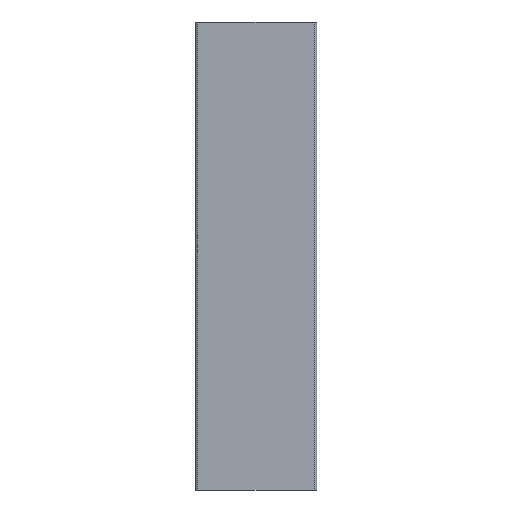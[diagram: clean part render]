
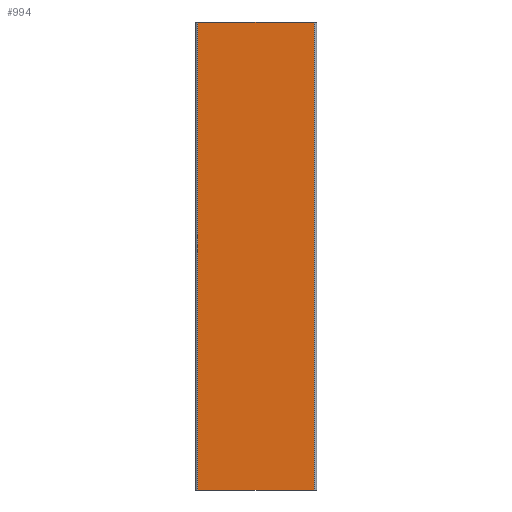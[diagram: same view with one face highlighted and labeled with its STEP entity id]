
A CAD part, left-side view. The second image highlights one B-rep face of the part: STEP entity #994.
In plain terms, the highlighted planar face has unit normal (-1, 0, 0).
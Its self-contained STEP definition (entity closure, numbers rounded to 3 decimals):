
#87 = CARTESIAN_POINT ( 'NONE',  ( 0., 62., 0. ) ) ;
#102 = DIRECTION ( 'NONE',  ( 0., 0., -1. ) ) ;
#109 = DIRECTION ( 'NONE',  ( 1., 0., 0. ) ) ;
#113 = CARTESIAN_POINT ( 'NONE',  ( 0., -62., 500. ) ) ;
#173 = EDGE_CURVE ( 'NONE', #429, #1038, #2278, .T. ) ;
#191 = CARTESIAN_POINT ( 'NONE',  ( 0., 62., 500. ) ) ;
#326 = AXIS2_PLACEMENT_3D ( 'NONE', #113, #109, #102 ) ;
#374 = VERTEX_POINT ( 'NONE', #87 ) ;
#403 = LINE ( 'NONE', #1079, #444 ) ;
#419 = ORIENTED_EDGE ( 'NONE', *, *, #173, .F. ) ;
#429 = VERTEX_POINT ( 'NONE', #191 ) ;
#444 = VECTOR ( 'NONE', #1073, 1000. ) ;
#462 = EDGE_LOOP ( 'NONE', ( #1432, #816, #419, #744 ) ) ;
#496 = LINE ( 'NONE', #1302, #542 ) ;
#542 = VECTOR ( 'NONE', #1425, 1000. ) ;
#744 = ORIENTED_EDGE ( 'NONE', *, *, #1067, .T. ) ;
#816 = ORIENTED_EDGE ( 'NONE', *, *, #1469, .F. ) ;
#951 = CARTESIAN_POINT ( 'NONE',  ( 0., -62., 0. ) ) ;
#977 = PLANE ( 'NONE',  #326 ) ;
#994 = ADVANCED_FACE ( 'NONE', ( #1277 ), #977, .F. ) ;
#1038 = VERTEX_POINT ( 'NONE', #2026 ) ;
#1067 = EDGE_CURVE ( 'NONE', #429, #374, #1229, .T. ) ;
#1073 = DIRECTION ( 'NONE',  ( 0., -1., 0. ) ) ;
#1079 = CARTESIAN_POINT ( 'NONE',  ( 0., -62., 0. ) ) ;
#1152 = VECTOR ( 'NONE', #1826, 1000. ) ;
#1168 = DIRECTION ( 'NONE',  ( 0., -1., 0. ) ) ;
#1229 = LINE ( 'NONE', #2012, #1152 ) ;
#1277 = FACE_OUTER_BOUND ( 'NONE', #462, .T. ) ;
#1302 = CARTESIAN_POINT ( 'NONE',  ( 0., -62., 500. ) ) ;
#1425 = DIRECTION ( 'NONE',  ( 0., 0., -1. ) ) ;
#1432 = ORIENTED_EDGE ( 'NONE', *, *, #1506, .T. ) ;
#1433 = CARTESIAN_POINT ( 'NONE',  ( 0., -62., 500. ) ) ;
#1469 = EDGE_CURVE ( 'NONE', #1038, #1776, #496, .T. ) ;
#1506 = EDGE_CURVE ( 'NONE', #374, #1776, #403, .T. ) ;
#1776 = VERTEX_POINT ( 'NONE', #951 ) ;
#1826 = DIRECTION ( 'NONE',  ( 0., 0., -1. ) ) ;
#2012 = CARTESIAN_POINT ( 'NONE',  ( 0., 62., 500. ) ) ;
#2026 = CARTESIAN_POINT ( 'NONE',  ( 0., -62., 500. ) ) ;
#2272 = VECTOR ( 'NONE', #1168, 1000. ) ;
#2278 = LINE ( 'NONE', #1433, #2272 ) ;
